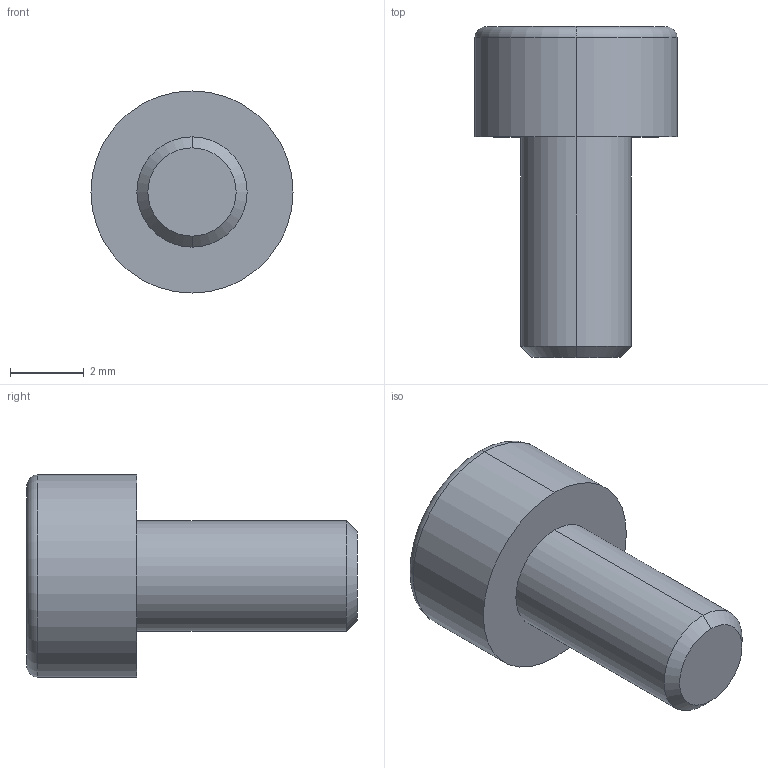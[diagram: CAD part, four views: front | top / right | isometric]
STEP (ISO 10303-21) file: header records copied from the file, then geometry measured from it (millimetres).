
FILE_DESCRIPTION (( 'STEP AP214' ), '1' );
FILE_NAME ('LPW_PurchaseMechanical_SocketHeadScrew_ISO4762_M3x6.STEP', '2023-03-28T19:54:25', ( '' ), ( '' ), 'SwSTEP 2.0', 'SolidWorks 2020', '' );
FILE_SCHEMA (( 'AUTOMOTIVE_DESIGN' ));
Length unit declared in the file: millimetre
Products named in the file (1): LPW_PurchaseMechanical_SocketHeadScrew_ISO4762_M3x6
Bounding box: 5.5 x 9 x 5.5 mm (x, y, z)
Volume: 101.7 mm3; surface area: 167.8 mm2
Topology: 1 solids, 1 shells, 24 faces, 50 edges, 30 vertices
Faces by surface type: plane 16, cylinder 4, cone 2, torus 2
Entity records: 684 total; most frequent: DIRECTION 114, CARTESIAN_POINT 105, ORIENTED_EDGE 100, EDGE_CURVE 50, AXIS2_PLACEMENT_3D 39, LINE 36, VECTOR 36, VERTEX_POINT 30
